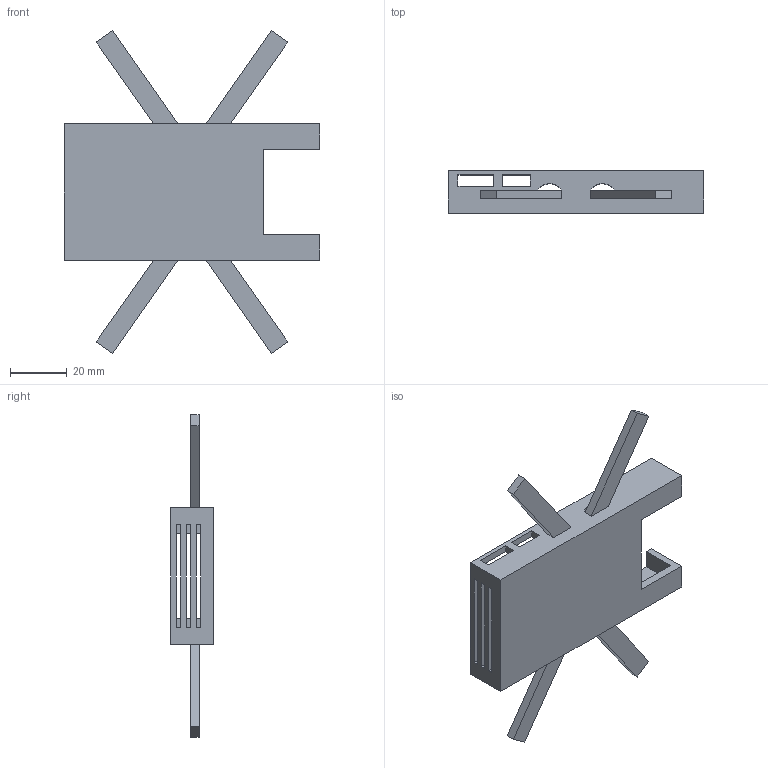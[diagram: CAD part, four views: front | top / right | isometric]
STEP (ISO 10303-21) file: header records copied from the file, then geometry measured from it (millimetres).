
FILE_DESCRIPTION (( 'STEP AP203' ), '1' );
FILE_NAME ('Dron rám V2.STEP', '2025-10-06T09:31:02', ( '' ), ( '' ), 'SwSTEP 2.0', 'SolidWorks 2024', '' );
FILE_SCHEMA (( 'CONFIG_CONTROL_DESIGN' ));
Length unit declared in the file: millimetre
Products named in the file (1): Dron rám V2
Bounding box: 90 x 15 x 113.53 mm (x, y, z)
Volume: 20393.9 mm3; surface area: 17557.7 mm2
Topology: 5 solids, 5 shells, 76 faces, 198 edges, 132 vertices
Faces by surface type: plane 72, cylinder 4
Entity records: 2403 total; most frequent: CARTESIAN_POINT 407, ORIENTED_EDGE 396, DIRECTION 360, EDGE_CURVE 198, LINE 190, VECTOR 190, VERTEX_POINT 132, EDGE_LOOP 98
